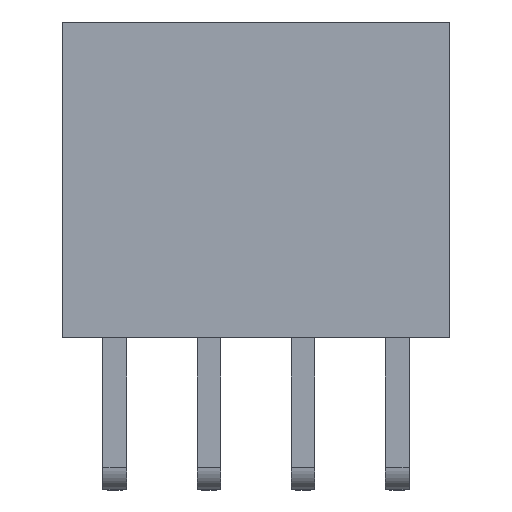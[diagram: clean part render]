
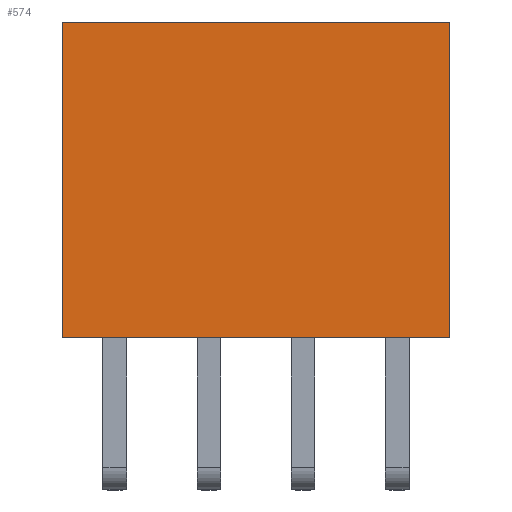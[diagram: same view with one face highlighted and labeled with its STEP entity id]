
A CAD part, top view. The second image highlights one B-rep face of the part: STEP entity #574.
In plain terms, the highlighted planar face has unit normal (0, 0, 1).
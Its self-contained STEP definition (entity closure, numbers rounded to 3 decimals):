
#574=ADVANCED_FACE('',(#1319),#1320,.T.);
#1319=FACE_OUTER_BOUND('',#2246,.T.);
#1320=PLANE('',#2247);
#2246=EDGE_LOOP('',(#3972,#3973,#3974,#3975));
#2247=AXIS2_PLACEMENT_3D('',#3976,#3977,#3978);
#3972=ORIENTED_EDGE('',*,*,#6141,.T.);
#3973=ORIENTED_EDGE('',*,*,#6168,.F.);
#3974=ORIENTED_EDGE('',*,*,#6339,.F.);
#3975=ORIENTED_EDGE('',*,*,#6340,.T.);
#3976=CARTESIAN_POINT('',(5.205,4.25,2.5));
#3977=DIRECTION('',(0.,-0.0,1.0));
#3978=DIRECTION('',(0.0,1.0,0.0));
#6141=EDGE_CURVE('',#7635,#7633,#7636,.T.);
#6168=EDGE_CURVE('',#7676,#7633,#7678,.T.);
#6339=EDGE_CURVE('',#7922,#7676,#7923,.T.);
#6340=EDGE_CURVE('',#7922,#7635,#7924,.T.);
#7633=VERTEX_POINT('',#9663);
#7635=VERTEX_POINT('',#9666);
#7636=LINE('',#9667,#9668);
#7676=VERTEX_POINT('',#9727);
#7678=LINE('',#9730,#9731);
#7922=VERTEX_POINT('',#10095);
#7923=LINE('',#10096,#10097);
#7924=LINE('',#10098,#10099);
#9663=CARTESIAN_POINT('',(-5.205,0.0,2.5));
#9666=CARTESIAN_POINT('',(-5.205,8.5,2.5));
#9667=CARTESIAN_POINT('',(-5.205,8.5,2.5));
#9668=VECTOR('',#11430,1.0);
#9727=CARTESIAN_POINT('',(5.205,0.0,2.5));
#9730=CARTESIAN_POINT('',(5.205,0.0,2.5));
#9731=VECTOR('',#11457,1.0);
#10095=CARTESIAN_POINT('',(5.205,8.5,2.5));
#10096=CARTESIAN_POINT('',(5.205,8.5,2.5));
#10097=VECTOR('',#11608,1.0);
#10098=CARTESIAN_POINT('',(5.205,8.5,2.5));
#10099=VECTOR('',#11609,1.0);
#11430=DIRECTION('',(0.0,-1.0,0.0));
#11457=DIRECTION('',(-1.0,0.0,0.));
#11608=DIRECTION('',(0.0,-1.0,0.0));
#11609=DIRECTION('',(-1.0,0.0,0.));
